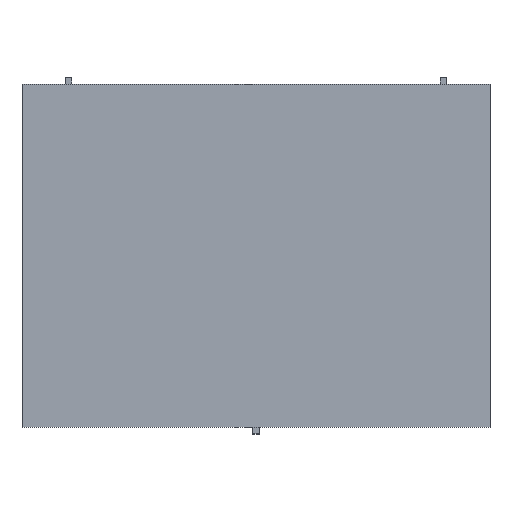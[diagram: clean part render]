
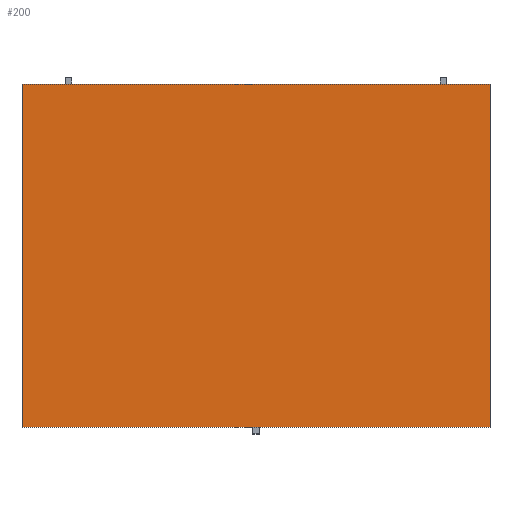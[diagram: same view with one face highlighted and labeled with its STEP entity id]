
A CAD part, top view. The second image highlights one B-rep face of the part: STEP entity #200.
In plain terms, the highlighted planar face has unit normal (0, 0, 1).
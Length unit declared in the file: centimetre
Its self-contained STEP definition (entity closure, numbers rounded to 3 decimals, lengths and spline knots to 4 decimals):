
#200=ADVANCED_FACE('',(#254),#1322,.T.);
#254=FACE_OUTER_BOUND('',#308,.T.);
#308=EDGE_LOOP('',(#448,#449,#450,#451));
#448=ORIENTED_EDGE('',*,*,#688,.T.);
#449=ORIENTED_EDGE('',*,*,#689,.T.);
#450=ORIENTED_EDGE('',*,*,#690,.T.);
#451=ORIENTED_EDGE('',*,*,#691,.T.);
#688=EDGE_CURVE('',#1168,#1169,#928,.T.);
#689=EDGE_CURVE('',#1169,#1170,#929,.T.);
#690=EDGE_CURVE('',#1170,#1171,#930,.T.);
#691=EDGE_CURVE('',#1171,#1168,#931,.T.);
#928=B_SPLINE_CURVE_WITH_KNOTS('',1,(#1870,#1871),.UNSPECIFIED.,.F.,.F.,
(2,2),(0.,60.),.UNSPECIFIED.);
#929=B_SPLINE_CURVE_WITH_KNOTS('',1,(#1872,#1873),.UNSPECIFIED.,.F.,.F.,
(2,2),(0.,44.),.UNSPECIFIED.);
#930=B_SPLINE_CURVE_WITH_KNOTS('',1,(#1874,#1875),.UNSPECIFIED.,.F.,.F.,
(2,2),(0.,60.),.UNSPECIFIED.);
#931=B_SPLINE_CURVE_WITH_KNOTS('',1,(#1876,#1877),.UNSPECIFIED.,.F.,.F.,
(2,2),(0.,44.),.UNSPECIFIED.);
#1168=VERTEX_POINT('',#1866);
#1169=VERTEX_POINT('',#1867);
#1170=VERTEX_POINT('',#1868);
#1171=VERTEX_POINT('',#1869);
#1322=PLANE('',#1417);
#1417=AXIS2_PLACEMENT_3D('',#1865,#1477,$);
#1477=DIRECTION('',(0.,0.,1.));
#1865=CARTESIAN_POINT('',(-36.012,-3.612,35.));
#1866=CARTESIAN_POINT('',(-30.,0.8,35.));
#1867=CARTESIAN_POINT('',(30.,0.8,35.));
#1868=CARTESIAN_POINT('',(30.,44.8,35.));
#1869=CARTESIAN_POINT('',(-30.,44.8,35.));
#1870=CARTESIAN_POINT('',(-30.,0.8,35.));
#1871=CARTESIAN_POINT('',(30.,0.8,35.));
#1872=CARTESIAN_POINT('',(30.,0.8,35.));
#1873=CARTESIAN_POINT('',(30.,44.8,35.));
#1874=CARTESIAN_POINT('',(30.,44.8,35.));
#1875=CARTESIAN_POINT('',(-30.,44.8,35.));
#1876=CARTESIAN_POINT('',(-30.,44.8,35.));
#1877=CARTESIAN_POINT('',(-30.,0.8,35.));
